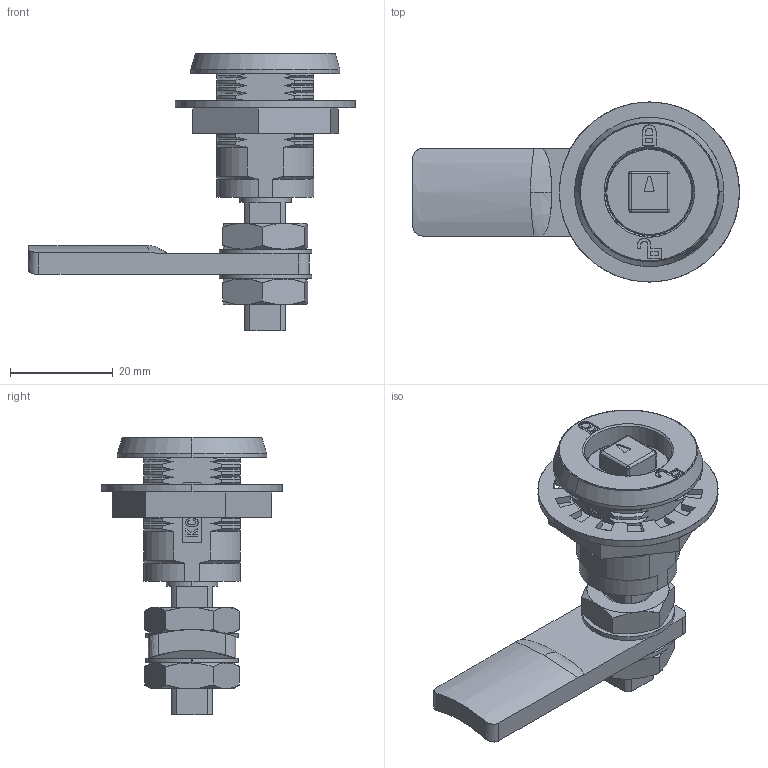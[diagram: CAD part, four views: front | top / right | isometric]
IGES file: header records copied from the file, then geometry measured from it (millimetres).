
Start section: SolidWorks IGES file using analytic representation for surfaces
Global section: file name: 15-10-05 KC-141-SQ ASSY.IGS; native system: SolidWorks 2011; preprocessor: SolidWorks 2011; author: Userjkg6; date: 161216.160025; units: millimetre
Bounding box: 63.5 x 35 x 54 mm (x, y, z)
Surface area: 15057.4 mm2 (no closed solid volume)
Topology: 0 solids, 0 shells, 1610 faces, 11753 edges, 11745 vertices
Faces by surface type: bspline 1229, revolution 381
